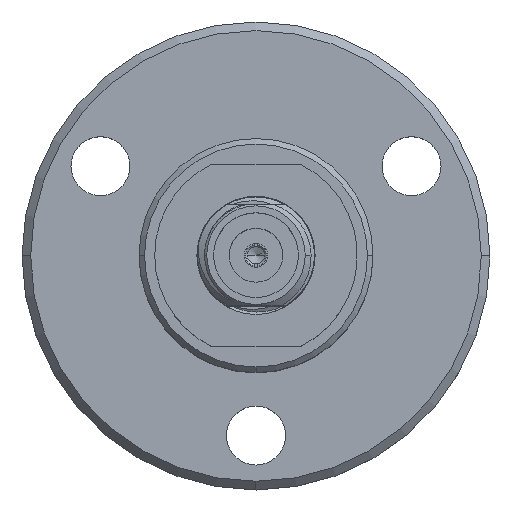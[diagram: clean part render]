
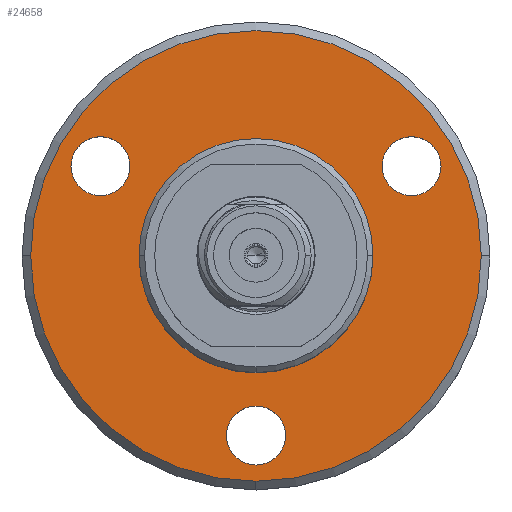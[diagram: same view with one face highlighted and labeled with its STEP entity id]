
A CAD part, top view. The second image highlights one B-rep face of the part: STEP entity #24658.
In plain terms, the highlighted planar face has unit normal (0, 0, 1).
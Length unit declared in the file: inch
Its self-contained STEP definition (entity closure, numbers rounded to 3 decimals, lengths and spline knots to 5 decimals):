
#21 = CIRCLE ( 'NONE', #34312, 0.06299 ) ;
#43 = DIRECTION ( 'NONE',  ( 1., 0., 0. ) ) ;
#688 = VERTEX_POINT ( 'NONE', #25181 ) ;
#804 = ORIENTED_EDGE ( 'NONE', *, *, #26506, .F. ) ;
#815 = FACE_OUTER_BOUND ( 'NONE', #12367, .T. ) ;
#854 = CARTESIAN_POINT ( 'NONE',  ( 0., 0., 0. ) ) ;
#856 = DIRECTION ( 'NONE',  ( 0., 0., 1. ) ) ;
#965 = CARTESIAN_POINT ( 'NONE',  ( 0., -0.38386, 0. ) ) ;
#1201 = EDGE_CURVE ( 'NONE', #11110, #27429, #16824, .T. ) ;
#1714 = AXIS2_PLACEMENT_3D ( 'NONE', #27808, #36507, #5034 ) ;
#1812 = EDGE_CURVE ( 'NONE', #27429, #11110, #31608, .T. ) ;
#1853 = VERTEX_POINT ( 'NONE', #3945 ) ;
#1962 = CARTESIAN_POINT ( 'NONE',  ( -0.4815, 0., 0. ) ) ;
#2253 = CARTESIAN_POINT ( 'NONE',  ( -0.30093, 0.24648, 0. ) ) ;
#3419 = ORIENTED_EDGE ( 'NONE', *, *, #6123, .F. ) ;
#3458 = ORIENTED_EDGE ( 'NONE', *, *, #4002, .F. ) ;
#3617 = CARTESIAN_POINT ( 'NONE',  ( 0., 0., 0. ) ) ;
#3648 = DIRECTION ( 'NONE',  ( -0.5, -0.866, 0. ) ) ;
#3796 = FACE_BOUND ( 'NONE', #17911, .T. ) ;
#3945 = CARTESIAN_POINT ( 'NONE',  ( -0.36393, 0.13738, 0. ) ) ;
#3969 = AXIS2_PLACEMENT_3D ( 'NONE', #28675, #12202, #31818 ) ;
#4002 = EDGE_CURVE ( 'NONE', #31760, #12255, #14133, .T. ) ;
#4774 = DIRECTION ( 'NONE',  ( 0., 0., 1. ) ) ;
#4782 = DIRECTION ( 'NONE',  ( 0., 0., -1. ) ) ;
#4783 = AXIS2_PLACEMENT_3D ( 'NONE', #29534, #21378, #24528 ) ;
#5000 = EDGE_CURVE ( 'NONE', #16567, #35246, #15946, .T. ) ;
#5034 = DIRECTION ( 'NONE',  ( 0., 1., 0. ) ) ;
#5794 = CARTESIAN_POINT ( 'NONE',  ( 0., -0.38386, 0. ) ) ;
#5862 = CARTESIAN_POINT ( 'NONE',  ( 0., 0., 0. ) ) ;
#6123 = EDGE_CURVE ( 'NONE', #21446, #688, #21006, .T. ) ;
#6210 = AXIS2_PLACEMENT_3D ( 'NONE', #5862, #17180, #25661 ) ;
#6590 = FACE_BOUND ( 'NONE', #7664, .T. ) ;
#6806 = AXIS2_PLACEMENT_3D ( 'NONE', #965, #32268, #9528 ) ;
#7384 = EDGE_CURVE ( 'NONE', #688, #21446, #22164, .T. ) ;
#7664 = EDGE_LOOP ( 'NONE', ( #22534, #18254 ) ) ;
#7928 = VERTEX_POINT ( 'NONE', #2253 ) ;
#8387 = VERTEX_POINT ( 'NONE', #15808 ) ;
#8995 = CARTESIAN_POINT ( 'NONE',  ( 0.33243, 0.19193, 0. ) ) ;
#9192 = FACE_BOUND ( 'NONE', #17275, .T. ) ;
#9288 = AXIS2_PLACEMENT_3D ( 'NONE', #854, #14271, #25699 ) ;
#9528 = DIRECTION ( 'NONE',  ( -1., 0., 0. ) ) ;
#10090 = EDGE_LOOP ( 'NONE', ( #3458, #18938 ) ) ;
#10101 = ORIENTED_EDGE ( 'NONE', *, *, #1201, .F. ) ;
#10702 = CIRCLE ( 'NONE', #4783, 0.06299 ) ;
#10761 = ORIENTED_EDGE ( 'NONE', *, *, #7384, .F. ) ;
#11090 = CIRCLE ( 'NONE', #3969, 0.06299 ) ;
#11110 = VERTEX_POINT ( 'NONE', #22310 ) ;
#11408 = ORIENTED_EDGE ( 'NONE', *, *, #1812, .F. ) ;
#12202 = DIRECTION ( 'NONE',  ( 0., 0., 1. ) ) ;
#12255 = VERTEX_POINT ( 'NONE', #25796 ) ;
#12367 = EDGE_LOOP ( 'NONE', ( #804, #14057, #29375 ) ) ;
#13139 = DIRECTION ( 'NONE',  ( -1., 0., 0. ) ) ;
#14057 = ORIENTED_EDGE ( 'NONE', *, *, #5000, .F. ) ;
#14133 = CIRCLE ( 'NONE', #34794, 0.06299 ) ;
#14271 = DIRECTION ( 'NONE',  ( 0., 0., -1. ) ) ;
#14583 = DIRECTION ( 'NONE',  ( 0., 0., -1. ) ) ;
#15795 = CARTESIAN_POINT ( 'NONE',  ( -0.25, 0., 0. ) ) ;
#15808 = CARTESIAN_POINT ( 'NONE',  ( 0., -0.4815, 0. ) ) ;
#15946 = CIRCLE ( 'NONE', #1714, 0.4815 ) ;
#16314 = AXIS2_PLACEMENT_3D ( 'NONE', #31442, #4774, #13139 ) ;
#16567 = VERTEX_POINT ( 'NONE', #1962 ) ;
#16824 = CIRCLE ( 'NONE', #34514, 0.06299 ) ;
#17180 = DIRECTION ( 'NONE',  ( 0., 0., 1. ) ) ;
#17275 = EDGE_LOOP ( 'NONE', ( #10761, #3419 ) ) ;
#17349 = PLANE ( 'NONE',  #33150 ) ;
#17911 = EDGE_LOOP ( 'NONE', ( #11408, #10101 ) ) ;
#18254 = ORIENTED_EDGE ( 'NONE', *, *, #25680, .F. ) ;
#18284 = CARTESIAN_POINT ( 'NONE',  ( 0.36393, 0.13738, 0. ) ) ;
#18938 = ORIENTED_EDGE ( 'NONE', *, *, #24760, .F. ) ;
#20139 = AXIS2_PLACEMENT_3D ( 'NONE', #24943, #4782, #30684 ) ;
#21006 = CIRCLE ( 'NONE', #16314, 0.25 ) ;
#21378 = DIRECTION ( 'NONE',  ( 0., 0., 1. ) ) ;
#21446 = VERTEX_POINT ( 'NONE', #15795 ) ;
#22164 = CIRCLE ( 'NONE', #6210, 0.25 ) ;
#22310 = CARTESIAN_POINT ( 'NONE',  ( 0.06299, -0.38386, 0. ) ) ;
#22534 = ORIENTED_EDGE ( 'NONE', *, *, #29876, .F. ) ;
#22664 = DIRECTION ( 'NONE',  ( 0.5, -0.866, 0. ) ) ;
#22722 = CARTESIAN_POINT ( 'NONE',  ( -0.33243, 0.19193, 0. ) ) ;
#24528 = DIRECTION ( 'NONE',  ( -0.5, 0.866, 0. ) ) ;
#24658 = ADVANCED_FACE ( 'NONE', ( #9192, #28995, #6590, #3796, #815 ), #17349, .F. ) ;
#24760 = EDGE_CURVE ( 'NONE', #12255, #31760, #10702, .T. ) ;
#24943 = CARTESIAN_POINT ( 'NONE',  ( 0., 0., 0. ) ) ;
#25181 = CARTESIAN_POINT ( 'NONE',  ( 0.25, 0., 0. ) ) ;
#25661 = DIRECTION ( 'NONE',  ( 1., 0., 0. ) ) ;
#25680 = EDGE_CURVE ( 'NONE', #1853, #7928, #21, .T. ) ;
#25699 = DIRECTION ( 'NONE',  ( 0., -1., 0. ) ) ;
#25796 = CARTESIAN_POINT ( 'NONE',  ( 0.30093, 0.24648, 0. ) ) ;
#26076 = CIRCLE ( 'NONE', #20139, 0.4815 ) ;
#26506 = EDGE_CURVE ( 'NONE', #35246, #8387, #26076, .T. ) ;
#27429 = VERTEX_POINT ( 'NONE', #34148 ) ;
#27808 = CARTESIAN_POINT ( 'NONE',  ( 0., 0., 0. ) ) ;
#28222 = CIRCLE ( 'NONE', #9288, 0.4815 ) ;
#28391 = DIRECTION ( 'NONE',  ( 0., 0., 1. ) ) ;
#28629 = DIRECTION ( 'NONE',  ( 0., -1., 0. ) ) ;
#28675 = CARTESIAN_POINT ( 'NONE',  ( -0.33243, 0.19193, 0. ) ) ;
#28995 = FACE_BOUND ( 'NONE', #10090, .T. ) ;
#29141 = DIRECTION ( 'NONE',  ( 0., 0., 1. ) ) ;
#29375 = ORIENTED_EDGE ( 'NONE', *, *, #31617, .F. ) ;
#29534 = CARTESIAN_POINT ( 'NONE',  ( 0.33243, 0.19193, 0. ) ) ;
#29876 = EDGE_CURVE ( 'NONE', #7928, #1853, #11090, .T. ) ;
#30684 = DIRECTION ( 'NONE',  ( 0., -1., 0. ) ) ;
#31442 = CARTESIAN_POINT ( 'NONE',  ( 0., 0., 0. ) ) ;
#31608 = CIRCLE ( 'NONE', #6806, 0.06299 ) ;
#31617 = EDGE_CURVE ( 'NONE', #8387, #16567, #28222, .T. ) ;
#31760 = VERTEX_POINT ( 'NONE', #18284 ) ;
#31818 = DIRECTION ( 'NONE',  ( 0.5, 0.866, 0. ) ) ;
#32268 = DIRECTION ( 'NONE',  ( 0., 0., 1. ) ) ;
#33150 = AXIS2_PLACEMENT_3D ( 'NONE', #3617, #14583, #28629 ) ;
#33425 = CARTESIAN_POINT ( 'NONE',  ( 0.4815, 0., 0. ) ) ;
#34148 = CARTESIAN_POINT ( 'NONE',  ( -0.06299, -0.38386, 0. ) ) ;
#34312 = AXIS2_PLACEMENT_3D ( 'NONE', #22722, #856, #3648 ) ;
#34514 = AXIS2_PLACEMENT_3D ( 'NONE', #5794, #28391, #43 ) ;
#34794 = AXIS2_PLACEMENT_3D ( 'NONE', #8995, #29141, #22664 ) ;
#35246 = VERTEX_POINT ( 'NONE', #33425 ) ;
#36507 = DIRECTION ( 'NONE',  ( 0., 0., -1. ) ) ;
